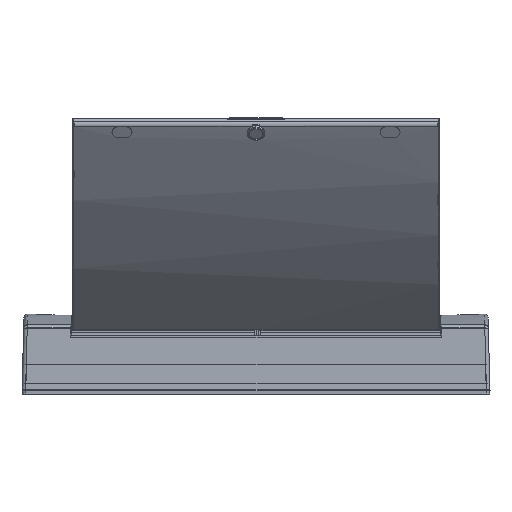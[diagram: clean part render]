
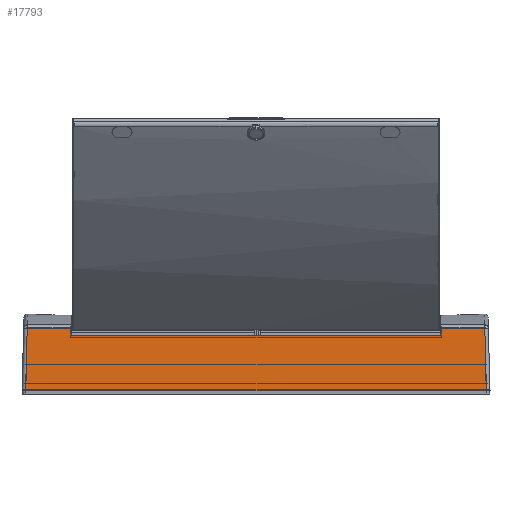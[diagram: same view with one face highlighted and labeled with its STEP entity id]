
A CAD part, front view. The second image highlights one B-rep face of the part: STEP entity #17793.
In plain terms, the highlighted face is planar.
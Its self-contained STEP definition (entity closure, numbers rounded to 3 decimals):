
#1492=LINE('',#28953,#3059);
#1494=LINE('',#28961,#3061);
#1496=LINE('',#28965,#3063);
#1498=LINE('',#28969,#3065);
#1500=LINE('',#28977,#3067);
#1505=LINE('',#28997,#3072);
#1506=LINE('',#28999,#3073);
#1507=LINE('',#29001,#3074);
#3059=VECTOR('',#22194,1000.);
#3061=VECTOR('',#22198,1000.);
#3063=VECTOR('',#22202,1000.);
#3065=VECTOR('',#22206,1000.);
#3067=VECTOR('',#22210,1000.);
#3072=VECTOR('',#22221,1000.);
#3073=VECTOR('',#22224,1000.);
#3074=VECTOR('',#22225,1000.);
#5962=ORIENTED_EDGE('',*,*,#10207,.F.);
#5963=ORIENTED_EDGE('',*,*,#10208,.F.);
#5964=ORIENTED_EDGE('',*,*,#10209,.T.);
#5965=ORIENTED_EDGE('',*,*,#10200,.T.);
#5966=ORIENTED_EDGE('',*,*,#10197,.F.);
#5967=ORIENTED_EDGE('',*,*,#10195,.T.);
#5968=ORIENTED_EDGE('',*,*,#10193,.F.);
#5969=ORIENTED_EDGE('',*,*,#10190,.T.);
#10190=EDGE_CURVE('',#12453,#12436,#1492,.T.);
#10193=EDGE_CURVE('',#12453,#12454,#1494,.T.);
#10195=EDGE_CURVE('',#12455,#12454,#1496,.T.);
#10197=EDGE_CURVE('',#12455,#12456,#1498,.T.);
#10200=EDGE_CURVE('',#12438,#12456,#1500,.T.);
#10207=EDGE_CURVE('',#12460,#12436,#1505,.T.);
#10208=EDGE_CURVE('',#12461,#12460,#1506,.T.);
#10209=EDGE_CURVE('',#12461,#12438,#1507,.T.);
#12436=VERTEX_POINT('',#28768);
#12438=VERTEX_POINT('',#28773);
#12453=VERTEX_POINT('',#28954);
#12454=VERTEX_POINT('',#28962);
#12455=VERTEX_POINT('',#28966);
#12456=VERTEX_POINT('',#28970);
#12460=VERTEX_POINT('',#28996);
#12461=VERTEX_POINT('',#29000);
#14646=EDGE_LOOP('',(#5962,#5963,#5964,#5965,#5966,#5967,#5968,#5969));
#15916=FACE_BOUND('',#14646,.T.);
#16944=PLANE('',#19154);
#17793=ADVANCED_FACE('',(#15916),#16944,.T.);
#19154=AXIS2_PLACEMENT_3D('',#28998,#22222,#22223);
#22194=DIRECTION('',(0.,0.,-1.));
#22198=DIRECTION('',(-0.026,-0.999,0.026));
#22202=DIRECTION('',(0.,0.,-1.));
#22206=DIRECTION('',(0.026,0.999,0.026));
#22210=DIRECTION('',(0.,0.,-1.));
#22221=DIRECTION('',(0.026,0.999,0.026));
#22222=DIRECTION('',(-1.,0.026,0.));
#22223=DIRECTION('',(0.,0.,1.));
#22224=DIRECTION('',(0.,0.,-1.));
#22225=DIRECTION('',(0.026,0.999,-0.026));
#28768=CARTESIAN_POINT('',(-195.612,87.393,-320.013));
#28773=CARTESIAN_POINT('',(-195.612,87.393,320.013));
#28953=CARTESIAN_POINT('',(-195.612,87.393,-327.3));
#28954=CARTESIAN_POINT('',(-195.612,87.393,-257.772));
#28961=CARTESIAN_POINT('',(-195.612,87.393,-257.772));
#28962=CARTESIAN_POINT('',(-195.884,77.002,-257.5));
#28965=CARTESIAN_POINT('',(-195.884,77.002,-327.3));
#28966=CARTESIAN_POINT('',(-195.884,77.002,257.5));
#28969=CARTESIAN_POINT('',(-195.884,77.002,257.5));
#28970=CARTESIAN_POINT('',(-195.612,87.393,257.772));
#28977=CARTESIAN_POINT('',(-195.612,87.393,-327.3));
#28996=CARTESIAN_POINT('',(-197.9,0.,-322.302));
#28997=CARTESIAN_POINT('',(-195.508,91.357,-319.909));
#28998=CARTESIAN_POINT('',(-195.503,91.55,-327.3));
#28999=CARTESIAN_POINT('',(-197.9,0.,-323.3));
#29000=CARTESIAN_POINT('',(-197.9,0.,322.302));
#29001=CARTESIAN_POINT('',(-197.9,0.,322.302));
